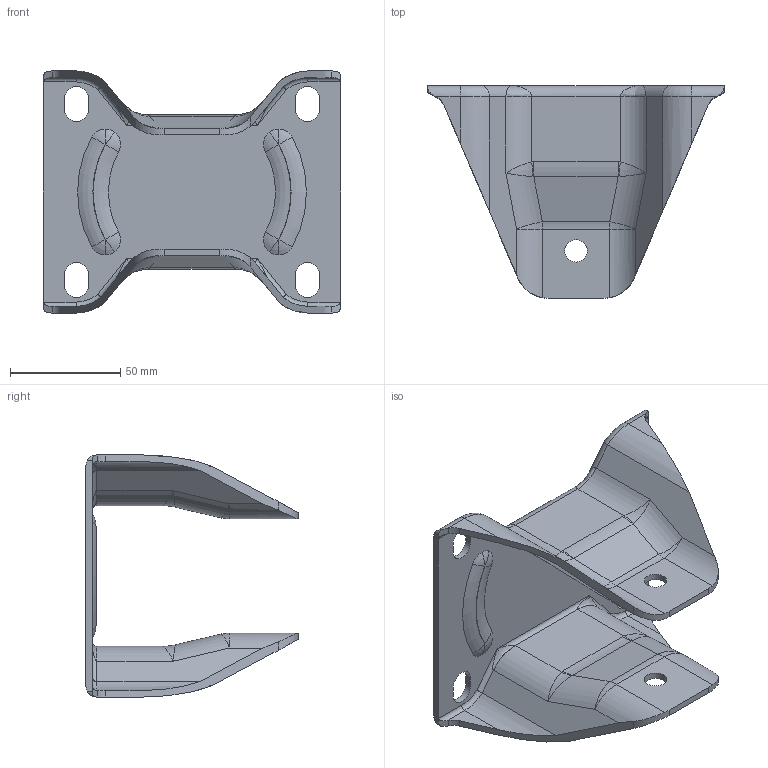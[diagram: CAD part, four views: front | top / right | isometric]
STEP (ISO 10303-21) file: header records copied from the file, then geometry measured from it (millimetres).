
FILE_DESCRIPTION (( 'STEP AP214' ), '1' );
FILE_NAME ('0049137_BMG-B-100-3-schwarz_(A-01).step', '2019-08-23T11:01:32', ( 'Windows-Benutzer' ), ( '' ), 'SwSTEP 2.0', 'SolidWorks 2018', '' );
FILE_SCHEMA (( 'AUTOMOTIVE_DESIGN' ));
Length unit declared in the file: millimetre
Products named in the file (1): 0049137_BMG-B-100-3-schwarz_(A-01)
Bounding box: 135 x 96.5 x 110 mm (x, y, z)
Volume: 87290.3 mm3; surface area: 61206.4 mm2
Topology: 1 solids, 1 shells, 212 faces, 542 edges, 320 vertices
Faces by surface type: cylinder 88, plane 54, torus 38, bspline 24, sphere 8
Entity records: 7234 total; most frequent: CARTESIAN_POINT 2351, ORIENTED_EDGE 1052, DIRECTION 1022, EDGE_CURVE 526, AXIS2_PLACEMENT_3D 403, VERTEX_POINT 320, EDGE_LOOP 228, LINE 216
